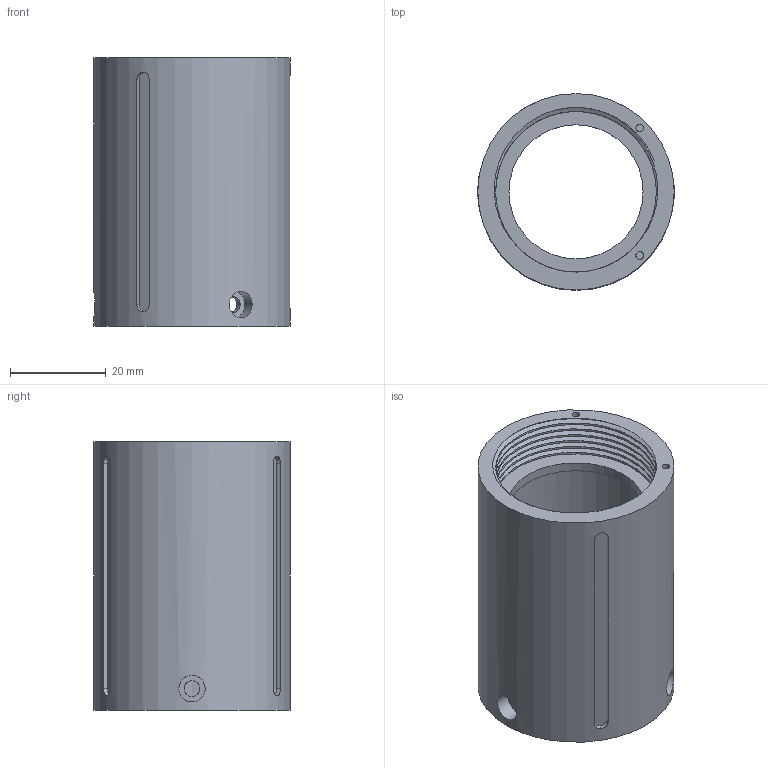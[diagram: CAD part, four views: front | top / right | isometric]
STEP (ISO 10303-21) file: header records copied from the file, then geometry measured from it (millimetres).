
FILE_DESCRIPTION(/* description */ (''),/* implementation_level */ '2;1');
FILE_NAME(/* name */ 'GripShield-01.step',/* time_stamp */ '2022-11-11T11:29:21+08:00',/* author */ (''),/* organization */ (''),/* preprocessor_version */ 'ST-DEVELOPER v19.2',/* originating_system */ 'Autodesk Translation Framework v11.17.0.187',/* authorisation */ '');
FILE_SCHEMA (('AUTOMOTIVE_DESIGN { 1 0 10303 214 3 1 1 }'));
Length unit declared in the file: millimetre
Products named in the file (1): Grip shield
Bounding box: 41 x 41 x 56 mm (x, y, z)
Volume: 27523.4 mm3; surface area: 15404.3 mm2
Topology: 1 solids, 1 shells, 57 faces, 148 edges, 101 vertices
Faces by surface type: cylinder 37, plane 18, bspline 2
Full cylindrical faces by diameter (mm): 1.6 x2, 3.3 x3, 5.527 x3, 28 x1, 32 x1, 33.526 x5, 35.208 x5, 41 x1
Entity records: 3873 total; most frequent: CARTESIAN_POINT 2495, ORIENTED_EDGE 296, DIRECTION 231, EDGE_CURVE 148, VERTEX_POINT 101, AXIS2_PLACEMENT_3D 88, EDGE_LOOP 73, B_SPLINE_CURVE_WITH_KNOTS 61
